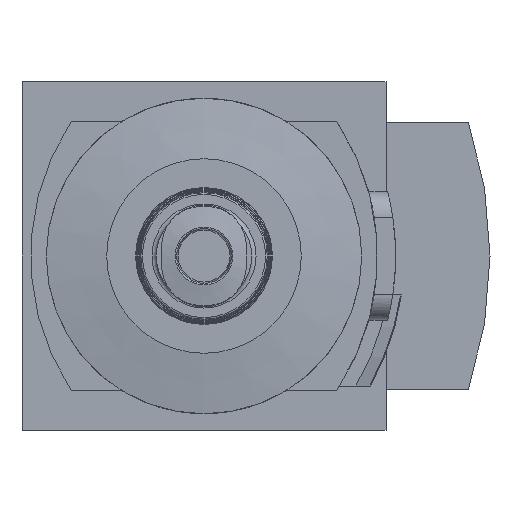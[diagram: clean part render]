
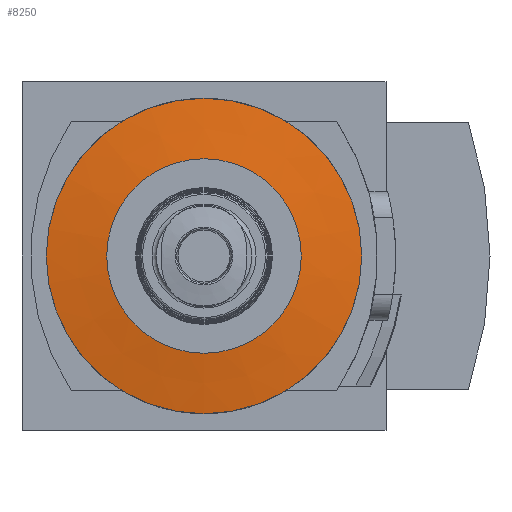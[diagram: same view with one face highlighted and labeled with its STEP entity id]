
A CAD part, front view. The second image highlights one B-rep face of the part: STEP entity #8250.
In plain terms, the highlighted conical face has half-angle 82 degrees and reference radius 18.2 mm.
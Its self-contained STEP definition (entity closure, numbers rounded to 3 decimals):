
#86=CONICAL_SURFACE('',#8739,18.2,1.431);
#2996=ORIENTED_EDGE('',*,*,#3939,.F.);
#2997=ORIENTED_EDGE('',*,*,#3944,.T.);
#3939=EDGE_CURVE('',#4521,#4521,#4716,.T.);
#3944=EDGE_CURVE('',#4526,#4526,#4719,.T.);
#4521=VERTEX_POINT('',#12158);
#4526=VERTEX_POINT('',#12170);
#4716=CIRCLE('',#8735,11.227);
#4719=CIRCLE('',#8740,18.2);
#5065=EDGE_LOOP('',(#2996));
#5066=EDGE_LOOP('',(#2997));
#5464=FACE_BOUND('',#5065,.T.);
#5465=FACE_BOUND('',#5066,.T.);
#8250=ADVANCED_FACE('',(#5464,#5465),#86,.T.);
#8735=AXIS2_PLACEMENT_3D('',#12157,#10238,#10239);
#8739=AXIS2_PLACEMENT_3D('',#12168,#10248,#10249);
#8740=AXIS2_PLACEMENT_3D('',#12169,#10250,#10251);
#10238=DIRECTION('',(0.,-1.,0.));
#10239=DIRECTION('',(0.,0.,-1.));
#10248=DIRECTION('',(0.,1.,0.));
#10249=DIRECTION('',(0.,0.,1.));
#10250=DIRECTION('',(0.,-1.,0.));
#10251=DIRECTION('',(0.,0.,-1.));
#12157=CARTESIAN_POINT('',(0.,-130.44,0.));
#12158=CARTESIAN_POINT('',(0.,-130.44,-11.227));
#12168=CARTESIAN_POINT('',(0.,-129.46,0.));
#12169=CARTESIAN_POINT('',(0.,-129.46,0.));
#12170=CARTESIAN_POINT('',(0.,-129.46,-18.2));
